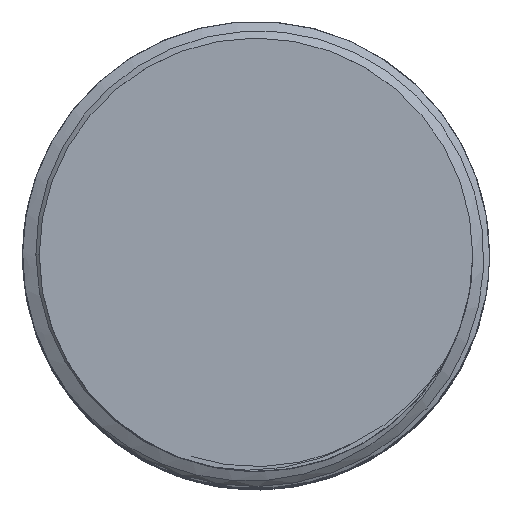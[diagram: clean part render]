
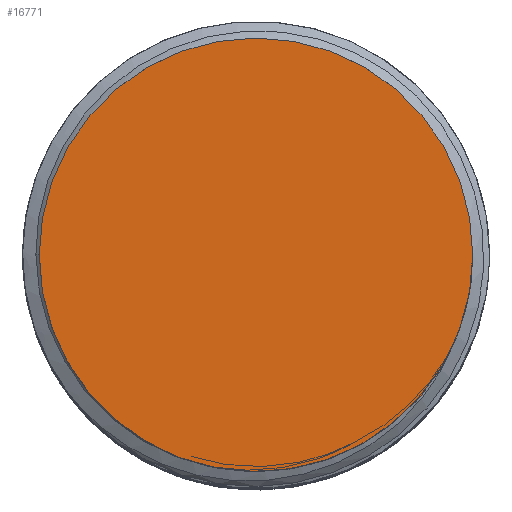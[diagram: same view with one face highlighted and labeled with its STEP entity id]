
A CAD part, top view. The second image highlights one B-rep face of the part: STEP entity #16771.
In plain terms, the highlighted planar face has unit normal (0, 0, 1).
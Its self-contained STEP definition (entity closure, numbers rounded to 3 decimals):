
#8510=CARTESIAN_POINT('',(0.,0.,64.4));
#8511=DIRECTION('',(0.,0.,1.));
#8512=DIRECTION('',(1.,0.,0.));
#8513=AXIS2_PLACEMENT_3D('',#8510,#8511,#8512);
#8515=CARTESIAN_POINT('',(0.,0.,64.4));
#8516=DIRECTION('',(0.,0.,1.));
#8517=DIRECTION('',(-1.,0.,0.));
#8518=AXIS2_PLACEMENT_3D('',#8515,#8516,#8517);
#9416=CARTESIAN_POINT('',(13.925,0.,64.4));
#9417=CARTESIAN_POINT('',(-13.925,0.,64.4));
#9418=VERTEX_POINT('',#9416);
#9419=VERTEX_POINT('',#9417);
#16762=CARTESIAN_POINT('',(0.,0.,64.4));
#16763=DIRECTION('',(0.,0.,1.));
#16764=DIRECTION('',(1.,0.,0.));
#16765=AXIS2_PLACEMENT_3D('',#16762,#16763,#16764);
#16766=PLANE('',#16765);
#16767=ORIENTED_EDGE('',*,*,#16725,.F.);
#16768=ORIENTED_EDGE('',*,*,#16743,.F.);
#16769=EDGE_LOOP('',(#16767,#16768));
#16770=FACE_OUTER_BOUND('',#16769,.F.);
#16771=ADVANCED_FACE('',(#16770),#16766,.T.);
#8514=CIRCLE('',#8513,13.925);
#8519=CIRCLE('',#8518,13.925);
#16725=EDGE_CURVE('',#9418,#9419,#8514,.T.);
#16743=EDGE_CURVE('',#9419,#9418,#8519,.T.);
